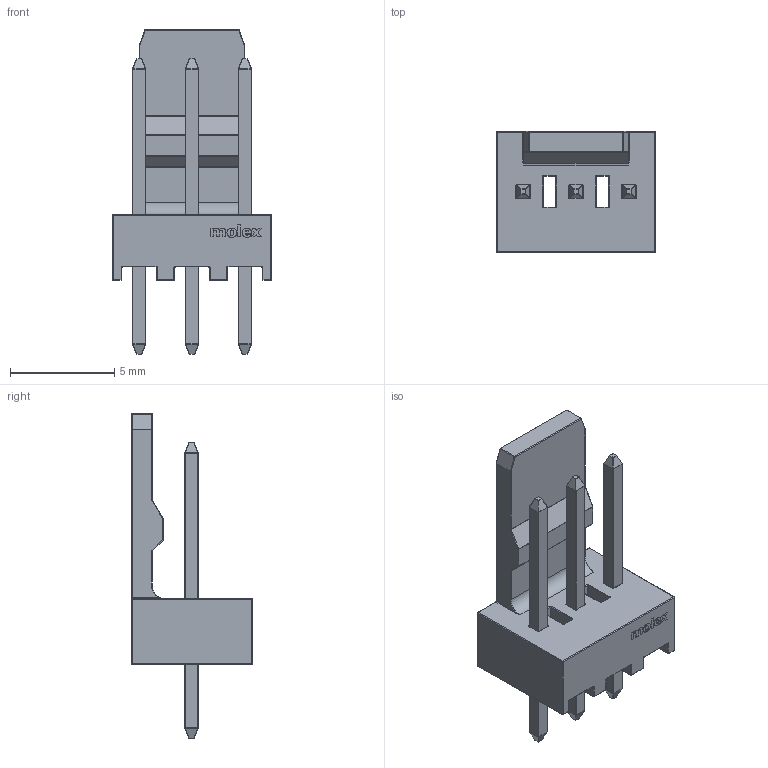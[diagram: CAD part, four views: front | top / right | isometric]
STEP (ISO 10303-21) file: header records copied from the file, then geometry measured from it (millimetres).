
FILE_DESCRIPTION(/* description */ (''),/* implementation_level */ '2;1');
FILE_NAME(/* name */ '022292031.stp',/* time_stamp */ '2021-06-01T23:00:46+02:00',/* author */ ('pc'),/* organization */ (''),/* preprocessor_version */ 'ST-DEVELOPER v17',/* originating_system */ 'Autodesk Inventor 2019',/* authorisation */ '');
FILE_SCHEMA (('AUTOMOTIVE_DESIGN { 1 0 10303 214 3 1 1 }'));
Length unit declared in the file: millimetre
Products named in the file (4): 022292031; 1; 2; Molex
Assembly tree (3 placements, depth 2):
  022292031
    1
    2
    Molex
Bounding box: 7.62 x 5.8 x 15.61 mm (x, y, z)
Volume: 178.9 mm3; surface area: 442.6 mm2
Topology: 9 solids, 9 shells, 574 faces, 1284 edges, 726 vertices
Faces by surface type: cylinder 222, plane 144, sphere 80, bspline 68, torus 60
Entity records: 16200 total; most frequent: CARTESIAN_POINT 3405, DIRECTION 2752, ORIENTED_EDGE 2564, EDGE_CURVE 1282, AXIS2_PLACEMENT_3D 1055, VERTEX_POINT 726, LINE 642, VECTOR 642
